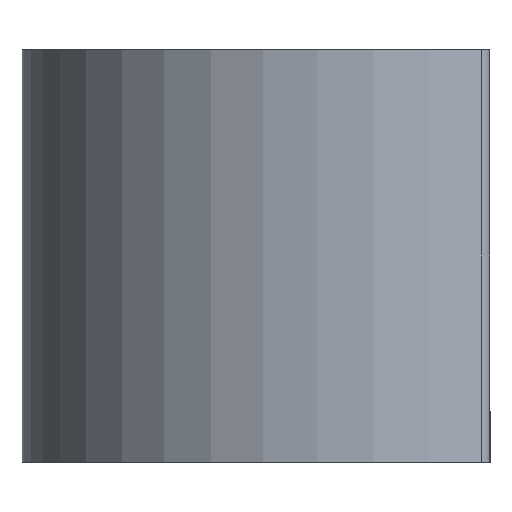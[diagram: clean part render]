
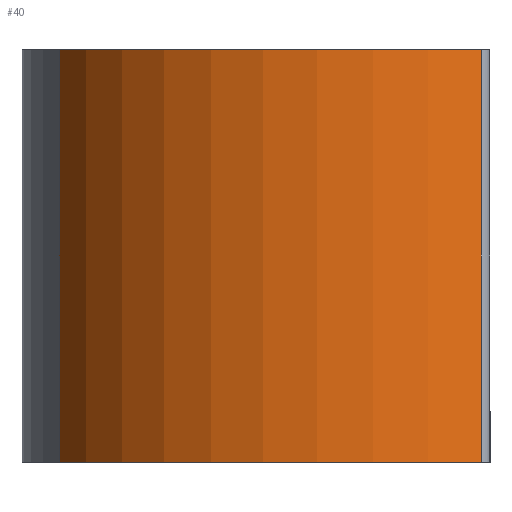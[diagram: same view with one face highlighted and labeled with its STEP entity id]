
A CAD part, left-side view. The second image highlights one B-rep face of the part: STEP entity #40.
In plain terms, the highlighted cylindrical face has radius 24 mm (diameter 48 mm), a partial arc.
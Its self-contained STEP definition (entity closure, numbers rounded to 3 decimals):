
#40 = ADVANCED_FACE ( 'NONE', ( #492 ), #241, .T. ) ;
#74 = ORIENTED_EDGE ( 'NONE', *, *, #1176, .F. ) ;
#164 = LINE ( 'NONE', #1399, #1443 ) ;
#170 = DIRECTION ( 'NONE',  ( 0., 0., 1. ) ) ;
#241 = CYLINDRICAL_SURFACE ( 'NONE', #1115, 24. ) ;
#330 = CIRCLE ( 'NONE', #379, 24. ) ;
#379 = AXIS2_PLACEMENT_3D ( 'NONE', #949, #632, #386 ) ;
#386 = DIRECTION ( 'NONE',  ( -0.418, 0.909, 0. ) ) ;
#399 = ORIENTED_EDGE ( 'NONE', *, *, #426, .F. ) ;
#400 = EDGE_CURVE ( 'NONE', #976, #1418, #330, .T. ) ;
#404 = VERTEX_POINT ( 'NONE', #1404 ) ;
#419 = EDGE_LOOP ( 'NONE', ( #74, #609, #447, #399 ) ) ;
#426 = EDGE_CURVE ( 'NONE', #706, #1418, #978, .T. ) ;
#447 = ORIENTED_EDGE ( 'NONE', *, *, #400, .T. ) ;
#492 = FACE_OUTER_BOUND ( 'NONE', #419, .T. ) ;
#526 = VECTOR ( 'NONE', #1326, 1000. ) ;
#538 = EDGE_CURVE ( 'NONE', #976, #404, #164, .T. ) ;
#594 = DIRECTION ( 'NONE',  ( 0., 0., 1. ) ) ;
#601 = AXIS2_PLACEMENT_3D ( 'NONE', #643, #170, #859 ) ;
#609 = ORIENTED_EDGE ( 'NONE', *, *, #538, .F. ) ;
#632 = DIRECTION ( 'NONE',  ( 0., 0., 1. ) ) ;
#643 = CARTESIAN_POINT ( 'NONE',  ( 0., 0., 15. ) ) ;
#699 = DIRECTION ( 'NONE',  ( 0., 0., 1. ) ) ;
#706 = VERTEX_POINT ( 'NONE', #1170 ) ;
#859 = DIRECTION ( 'NONE',  ( -0.418, 0.909, 0. ) ) ;
#908 = CARTESIAN_POINT ( 'NONE',  ( -22.284, -8.912, -15. ) ) ;
#949 = CARTESIAN_POINT ( 'NONE',  ( 0., 0., -15. ) ) ;
#976 = VERTEX_POINT ( 'NONE', #1364 ) ;
#978 = LINE ( 'NONE', #1435, #526 ) ;
#1115 = AXIS2_PLACEMENT_3D ( 'NONE', #1142, #699, #1398 ) ;
#1142 = CARTESIAN_POINT ( 'NONE',  ( 0., 0., -15. ) ) ;
#1170 = CARTESIAN_POINT ( 'NONE',  ( -22.284, -8.912, 15. ) ) ;
#1176 = EDGE_CURVE ( 'NONE', #404, #706, #1360, .T. ) ;
#1326 = DIRECTION ( 'NONE',  ( 0., 0., -1. ) ) ;
#1360 = CIRCLE ( 'NONE', #601, 24. ) ;
#1364 = CARTESIAN_POINT ( 'NONE',  ( -10.026, 21.806, -15. ) ) ;
#1398 = DIRECTION ( 'NONE',  ( 1., 0., 0. ) ) ;
#1399 = CARTESIAN_POINT ( 'NONE',  ( -10.026, 21.806, -15. ) ) ;
#1404 = CARTESIAN_POINT ( 'NONE',  ( -10.026, 21.806, 15. ) ) ;
#1418 = VERTEX_POINT ( 'NONE', #908 ) ;
#1435 = CARTESIAN_POINT ( 'NONE',  ( -22.284, -8.912, 15. ) ) ;
#1443 = VECTOR ( 'NONE', #594, 1000. ) ;
